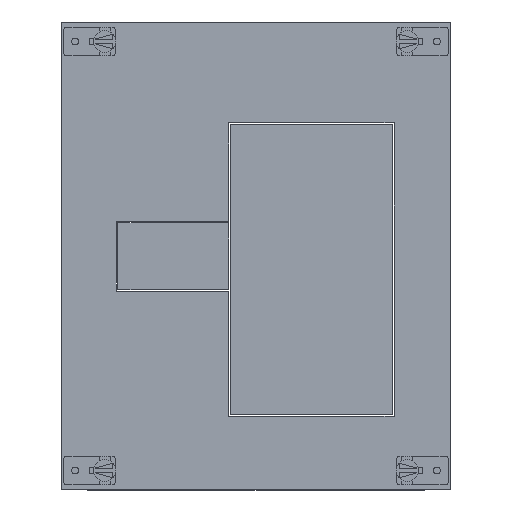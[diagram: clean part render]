
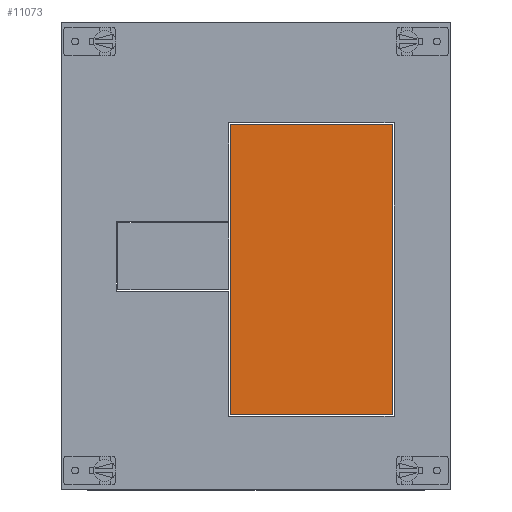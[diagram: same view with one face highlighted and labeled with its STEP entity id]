
A CAD part, top view. The second image highlights one B-rep face of the part: STEP entity #11073.
In plain terms, the highlighted planar face has unit normal (0, 0, 1).
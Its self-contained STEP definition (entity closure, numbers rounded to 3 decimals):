
#10958=DIRECTION('',(1.,0.,0.));
#10959=VECTOR('',#10958,104.);
#10960=CARTESIAN_POINT('',(-87.48,-59.3,1.));
#10961=LINE('',#10960,#10959);
#10965=DIRECTION('',(0.,-1.,0.));
#10966=VECTOR('',#10965,186.);
#10967=CARTESIAN_POINT('',(-87.48,126.7,1.));
#10968=LINE('',#10967,#10966);
#10972=DIRECTION('',(-1.,0.,0.));
#10973=VECTOR('',#10972,104.);
#10974=CARTESIAN_POINT('',(16.52,126.7,1.));
#10975=LINE('',#10974,#10973);
#10979=DIRECTION('',(0.,1.,0.));
#10980=VECTOR('',#10979,186.);
#10981=CARTESIAN_POINT('',(16.52,-59.3,1.));
#10982=LINE('',#10981,#10980);
#11042=CARTESIAN_POINT('',(-87.48,126.7,1.));
#11043=CARTESIAN_POINT('',(-87.48,-59.3,1.));
#11044=VERTEX_POINT('',#11042);
#11045=VERTEX_POINT('',#11043);
#11046=CARTESIAN_POINT('',(16.52,-59.3,1.));
#11047=VERTEX_POINT('',#11046);
#11048=CARTESIAN_POINT('',(16.52,126.7,1.));
#11049=VERTEX_POINT('',#11048);
#11058=CARTESIAN_POINT('',(0.,0.,1.));
#11059=DIRECTION('',(0.,0.,1.));
#11060=DIRECTION('',(1.,0.,0.));
#11061=AXIS2_PLACEMENT_3D('',#11058,#11059,#11060);
#11062=PLANE('',#11061);
#11064=ORIENTED_EDGE('',*,*,#11063,.F.);
#11066=ORIENTED_EDGE('',*,*,#11065,.F.);
#11068=ORIENTED_EDGE('',*,*,#11067,.F.);
#11070=ORIENTED_EDGE('',*,*,#11069,.F.);
#11071=EDGE_LOOP('',(#11064,#11066,#11068,#11070));
#11072=FACE_OUTER_BOUND('',#11071,.F.);
#11063=EDGE_CURVE('',#11047,#11049,#10982,.T.);
#11065=EDGE_CURVE('',#11045,#11047,#10961,.T.);
#11067=EDGE_CURVE('',#11044,#11045,#10968,.T.);
#11069=EDGE_CURVE('',#11049,#11044,#10975,.T.);
#11073=ADVANCED_FACE('',(#11072),#11062,.T.);
